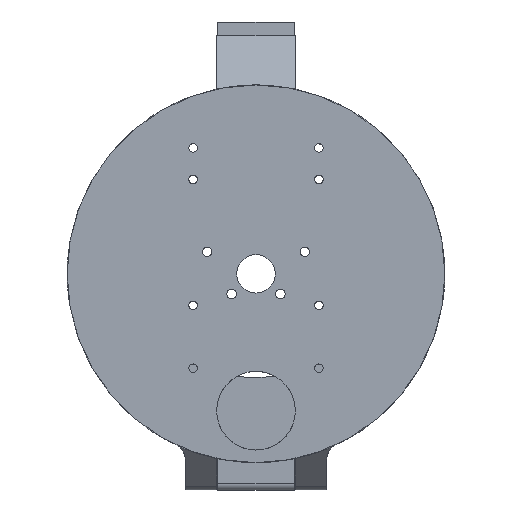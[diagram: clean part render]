
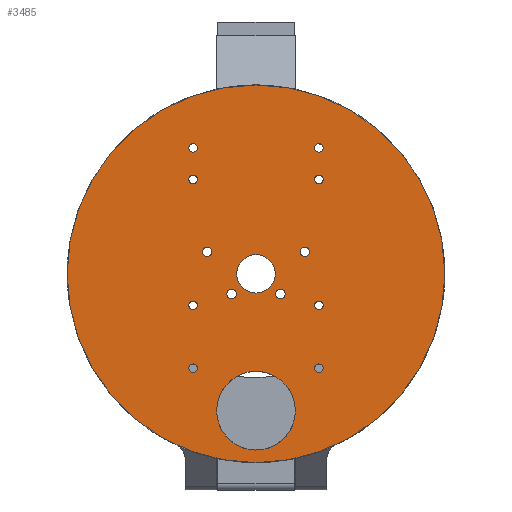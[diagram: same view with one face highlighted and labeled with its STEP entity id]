
A CAD part, front view. The second image highlights one B-rep face of the part: STEP entity #3485.
In plain terms, the highlighted planar face has unit normal (0, -1, 0).
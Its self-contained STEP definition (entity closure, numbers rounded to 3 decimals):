
#162=FACE_BOUND('',#843,.T.);
#163=FACE_BOUND('',#844,.T.);
#164=FACE_BOUND('',#845,.T.);
#165=FACE_BOUND('',#846,.T.);
#166=FACE_BOUND('',#847,.T.);
#167=FACE_BOUND('',#848,.T.);
#168=FACE_BOUND('',#849,.T.);
#169=FACE_BOUND('',#850,.T.);
#170=FACE_BOUND('',#851,.T.);
#171=FACE_BOUND('',#852,.T.);
#172=FACE_BOUND('',#853,.T.);
#173=FACE_BOUND('',#854,.T.);
#174=FACE_BOUND('',#855,.T.);
#175=FACE_BOUND('',#856,.T.);
#275=CIRCLE('',#3595,60.);
#350=CIRCLE('',#3819,1.35);
#351=CIRCLE('',#3821,1.35);
#352=CIRCLE('',#3823,1.35);
#353=CIRCLE('',#3825,1.35);
#354=CIRCLE('',#3827,1.35);
#355=CIRCLE('',#3829,1.35);
#356=CIRCLE('',#3831,1.35);
#357=CIRCLE('',#3833,1.35);
#370=CIRCLE('',#3852,1.5);
#373=CIRCLE('',#3858,1.5);
#376=CIRCLE('',#3864,1.5);
#379=CIRCLE('',#3870,1.5);
#380=CIRCLE('',#3872,6.1);
#381=CIRCLE('',#3874,12.5);
#579=FACE_OUTER_BOUND('',#842,.T.);
#842=EDGE_LOOP('',(#3151));
#843=EDGE_LOOP('',(#3152));
#844=EDGE_LOOP('',(#3153));
#845=EDGE_LOOP('',(#3154));
#846=EDGE_LOOP('',(#3155));
#847=EDGE_LOOP('',(#3156));
#848=EDGE_LOOP('',(#3157));
#849=EDGE_LOOP('',(#3158));
#850=EDGE_LOOP('',(#3159));
#851=EDGE_LOOP('',(#3160));
#852=EDGE_LOOP('',(#3161));
#853=EDGE_LOOP('',(#3162));
#854=EDGE_LOOP('',(#3163));
#855=EDGE_LOOP('',(#3164));
#856=EDGE_LOOP('',(#3165));
#1524=VERTEX_POINT('',#5295);
#1696=VERTEX_POINT('',#5964);
#1697=VERTEX_POINT('',#5968);
#1698=VERTEX_POINT('',#5972);
#1699=VERTEX_POINT('',#5976);
#1700=VERTEX_POINT('',#5980);
#1701=VERTEX_POINT('',#5984);
#1702=VERTEX_POINT('',#5988);
#1703=VERTEX_POINT('',#5992);
#1714=VERTEX_POINT('',#6121);
#1717=VERTEX_POINT('',#6132);
#1720=VERTEX_POINT('',#6143);
#1723=VERTEX_POINT('',#6154);
#1724=VERTEX_POINT('',#6158);
#1725=VERTEX_POINT('',#6162);
#1889=EDGE_CURVE('',#1524,#1524,#275,.T.);
#2153=EDGE_CURVE('',#1696,#1696,#350,.T.);
#2155=EDGE_CURVE('',#1697,#1697,#351,.T.);
#2157=EDGE_CURVE('',#1698,#1698,#352,.T.);
#2159=EDGE_CURVE('',#1699,#1699,#353,.T.);
#2161=EDGE_CURVE('',#1700,#1700,#354,.T.);
#2163=EDGE_CURVE('',#1701,#1701,#355,.T.);
#2165=EDGE_CURVE('',#1702,#1702,#356,.T.);
#2167=EDGE_CURVE('',#1703,#1703,#357,.T.);
#2186=EDGE_CURVE('',#1714,#1714,#370,.T.);
#2191=EDGE_CURVE('',#1717,#1717,#373,.T.);
#2196=EDGE_CURVE('',#1720,#1720,#376,.T.);
#2201=EDGE_CURVE('',#1723,#1723,#379,.T.);
#2203=EDGE_CURVE('',#1724,#1724,#380,.T.);
#2205=EDGE_CURVE('',#1725,#1725,#381,.T.);
#3151=ORIENTED_EDGE('',*,*,#1889,.F.);
#3152=ORIENTED_EDGE('',*,*,#2153,.T.);
#3153=ORIENTED_EDGE('',*,*,#2155,.T.);
#3154=ORIENTED_EDGE('',*,*,#2157,.T.);
#3155=ORIENTED_EDGE('',*,*,#2159,.T.);
#3156=ORIENTED_EDGE('',*,*,#2161,.T.);
#3157=ORIENTED_EDGE('',*,*,#2163,.T.);
#3158=ORIENTED_EDGE('',*,*,#2165,.T.);
#3159=ORIENTED_EDGE('',*,*,#2167,.T.);
#3160=ORIENTED_EDGE('',*,*,#2186,.T.);
#3161=ORIENTED_EDGE('',*,*,#2191,.T.);
#3162=ORIENTED_EDGE('',*,*,#2196,.T.);
#3163=ORIENTED_EDGE('',*,*,#2201,.T.);
#3164=ORIENTED_EDGE('',*,*,#2205,.F.);
#3165=ORIENTED_EDGE('',*,*,#2203,.F.);
#3287=PLANE('',#3875);
#3485=ADVANCED_FACE('',(#579,#162,#163,#164,#165,#166,#167,#168,#169,#170,
#171,#172,#173,#174,#175),#3287,.F.);
#3595=AXIS2_PLACEMENT_3D('',#5297,#4177,#4178);
#3819=AXIS2_PLACEMENT_3D('',#5965,#4772,#4773);
#3821=AXIS2_PLACEMENT_3D('',#5969,#4777,#4778);
#3823=AXIS2_PLACEMENT_3D('',#5973,#4782,#4783);
#3825=AXIS2_PLACEMENT_3D('',#5977,#4787,#4788);
#3827=AXIS2_PLACEMENT_3D('',#5981,#4792,#4793);
#3829=AXIS2_PLACEMENT_3D('',#5985,#4797,#4798);
#3831=AXIS2_PLACEMENT_3D('',#5989,#4802,#4803);
#3833=AXIS2_PLACEMENT_3D('',#5993,#4807,#4808);
#3852=AXIS2_PLACEMENT_3D('',#6123,#4849,#4850);
#3858=AXIS2_PLACEMENT_3D('',#6134,#4863,#4864);
#3864=AXIS2_PLACEMENT_3D('',#6145,#4877,#4878);
#3870=AXIS2_PLACEMENT_3D('',#6156,#4891,#4892);
#3872=AXIS2_PLACEMENT_3D('',#6160,#4896,#4897);
#3874=AXIS2_PLACEMENT_3D('',#6164,#4901,#4902);
#3875=AXIS2_PLACEMENT_3D('',#6165,#4903,#4904);
#4177=DIRECTION('center_axis',(0.,1.,0.));
#4178=DIRECTION('ref_axis',(1.,0.,0.));
#4772=DIRECTION('center_axis',(0.,1.,0.));
#4773=DIRECTION('ref_axis',(0.,0.,-1.));
#4777=DIRECTION('center_axis',(0.,1.,0.));
#4778=DIRECTION('ref_axis',(0.,0.,-1.));
#4782=DIRECTION('center_axis',(0.,1.,0.));
#4783=DIRECTION('ref_axis',(0.,0.,-1.));
#4787=DIRECTION('center_axis',(0.,1.,0.));
#4788=DIRECTION('ref_axis',(0.,0.,-1.));
#4792=DIRECTION('center_axis',(0.,1.,0.));
#4793=DIRECTION('ref_axis',(0.,0.,-1.));
#4797=DIRECTION('center_axis',(0.,1.,0.));
#4798=DIRECTION('ref_axis',(0.,0.,-1.));
#4802=DIRECTION('center_axis',(0.,1.,0.));
#4803=DIRECTION('ref_axis',(0.,0.,-1.));
#4807=DIRECTION('center_axis',(0.,1.,0.));
#4808=DIRECTION('ref_axis',(0.,0.,-1.));
#4849=DIRECTION('center_axis',(0.,1.,0.));
#4850=DIRECTION('ref_axis',(0.,0.,1.));
#4863=DIRECTION('center_axis',(0.,1.,0.));
#4864=DIRECTION('ref_axis',(0.,0.,1.));
#4877=DIRECTION('center_axis',(0.,1.,0.));
#4878=DIRECTION('ref_axis',(0.,0.,1.));
#4891=DIRECTION('center_axis',(0.,1.,0.));
#4892=DIRECTION('ref_axis',(0.,0.,1.));
#4896=DIRECTION('center_axis',(0.,-1.,0.));
#4897=DIRECTION('ref_axis',(1.,0.,0.));
#4901=DIRECTION('center_axis',(0.,-1.,0.));
#4902=DIRECTION('ref_axis',(1.,0.,0.));
#4903=DIRECTION('center_axis',(0.,1.,0.));
#4904=DIRECTION('ref_axis',(1.,0.,0.));
#5295=CARTESIAN_POINT('',(-60.,0.,0.));
#5297=CARTESIAN_POINT('Origin',(0.,0.,0.));
#5964=CARTESIAN_POINT('',(20.,0.,31.35));
#5965=CARTESIAN_POINT('Origin',(20.,0.,30.));
#5968=CARTESIAN_POINT('',(20.,0.,-28.65));
#5969=CARTESIAN_POINT('Origin',(20.,0.,-30.));
#5972=CARTESIAN_POINT('',(-20.,0.,-8.65));
#5973=CARTESIAN_POINT('Origin',(-20.,0.,-10.));
#5976=CARTESIAN_POINT('',(-20.,0.,41.35));
#5977=CARTESIAN_POINT('Origin',(-20.,0.,40.));
#5980=CARTESIAN_POINT('',(-20.,0.,31.35));
#5981=CARTESIAN_POINT('Origin',(-20.,0.,30.));
#5984=CARTESIAN_POINT('',(-20.,0.,-28.65));
#5985=CARTESIAN_POINT('Origin',(-20.,0.,-30.));
#5988=CARTESIAN_POINT('',(20.,0.,-8.65));
#5989=CARTESIAN_POINT('Origin',(20.,0.,-10.));
#5992=CARTESIAN_POINT('',(20.,0.,41.35));
#5993=CARTESIAN_POINT('Origin',(20.,0.,40.));
#6121=CARTESIAN_POINT('',(-7.75,0.,-7.923));
#6123=CARTESIAN_POINT('Origin',(-7.75,0.,-6.423));
#6132=CARTESIAN_POINT('',(15.5,0.,5.5));
#6134=CARTESIAN_POINT('Origin',(15.5,0.,7.));
#6143=CARTESIAN_POINT('',(7.75,0.,-7.923));
#6145=CARTESIAN_POINT('Origin',(7.75,0.,-6.423));
#6154=CARTESIAN_POINT('',(-15.5,0.,5.5));
#6156=CARTESIAN_POINT('Origin',(-15.5,0.,7.));
#6158=CARTESIAN_POINT('',(-6.1,0.,0.));
#6160=CARTESIAN_POINT('Origin',(0.,0.,0.));
#6162=CARTESIAN_POINT('',(-12.5,0.,-43.5));
#6164=CARTESIAN_POINT('Origin',(0.,0.,-43.5));
#6165=CARTESIAN_POINT('Origin',(0.,0.,0.));
